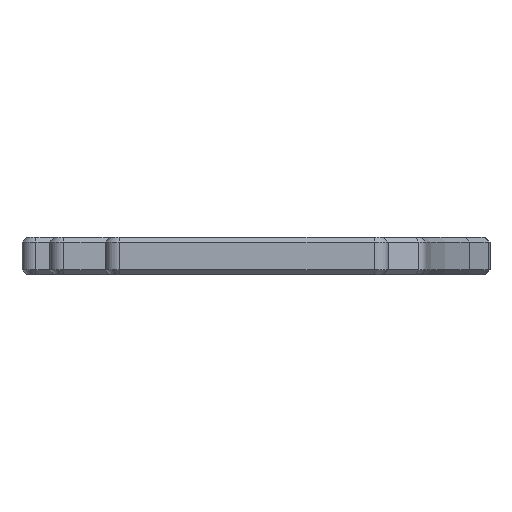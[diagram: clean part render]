
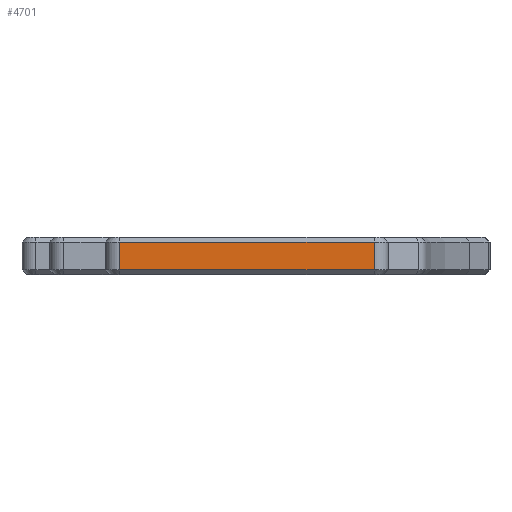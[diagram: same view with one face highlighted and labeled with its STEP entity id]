
A CAD part, left-side view. The second image highlights one B-rep face of the part: STEP entity #4701.
In plain terms, the highlighted planar face has unit normal (-1, 0, 0).
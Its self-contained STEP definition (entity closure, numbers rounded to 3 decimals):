
#105=PLANE('',#5037);
#318=FACE_OUTER_BOUND('',#604,.T.);
#604=EDGE_LOOP('',(#3378,#3379,#3380,#3381));
#910=LINE('',#6963,#1424);
#958=LINE('',#7094,#1472);
#959=LINE('',#7098,#1473);
#960=LINE('',#7099,#1474);
#1424=VECTOR('',#5533,10.);
#1472=VECTOR('',#5661,10.);
#1473=VECTOR('',#5666,10.);
#1474=VECTOR('',#5667,10.);
#2114=VERTEX_POINT('',#6953);
#2116=VERTEX_POINT('',#6959);
#2156=VERTEX_POINT('',#7093);
#2157=VERTEX_POINT('',#7097);
#2566=EDGE_CURVE('',#2114,#2116,#910,.T.);
#2630=EDGE_CURVE('',#2156,#2116,#958,.T.);
#2632=EDGE_CURVE('',#2157,#2114,#959,.T.);
#2633=EDGE_CURVE('',#2156,#2157,#960,.T.);
#3378=ORIENTED_EDGE('',*,*,#2566,.F.);
#3379=ORIENTED_EDGE('',*,*,#2632,.F.);
#3380=ORIENTED_EDGE('',*,*,#2633,.F.);
#3381=ORIENTED_EDGE('',*,*,#2630,.T.);
#4701=ADVANCED_FACE('',(#318),#105,.T.);
#5037=AXIS2_PLACEMENT_3D('',#7096,#5664,#5665);
#5533=DIRECTION('',(0.,-1.,0.));
#5661=DIRECTION('',(0.,0.,1.));
#5664=DIRECTION('center_axis',(-1.,0.,0.));
#5665=DIRECTION('ref_axis',(0.,-1.,0.));
#5666=DIRECTION('',(0.,0.,1.));
#5667=DIRECTION('',(0.,1.,0.));
#6953=CARTESIAN_POINT('',(173.402,20.709,7.));
#6959=CARTESIAN_POINT('',(173.402,-34.291,7.));
#6963=CARTESIAN_POINT('',(173.402,5.915,7.));
#7093=CARTESIAN_POINT('',(173.402,-34.291,1.));
#7094=CARTESIAN_POINT('',(173.402,-34.291,0.));
#7096=CARTESIAN_POINT('Origin',(173.402,20.709,0.));
#7097=CARTESIAN_POINT('',(173.402,20.709,1.));
#7098=CARTESIAN_POINT('',(173.402,20.709,0.));
#7099=CARTESIAN_POINT('',(173.402,5.915,1.));
